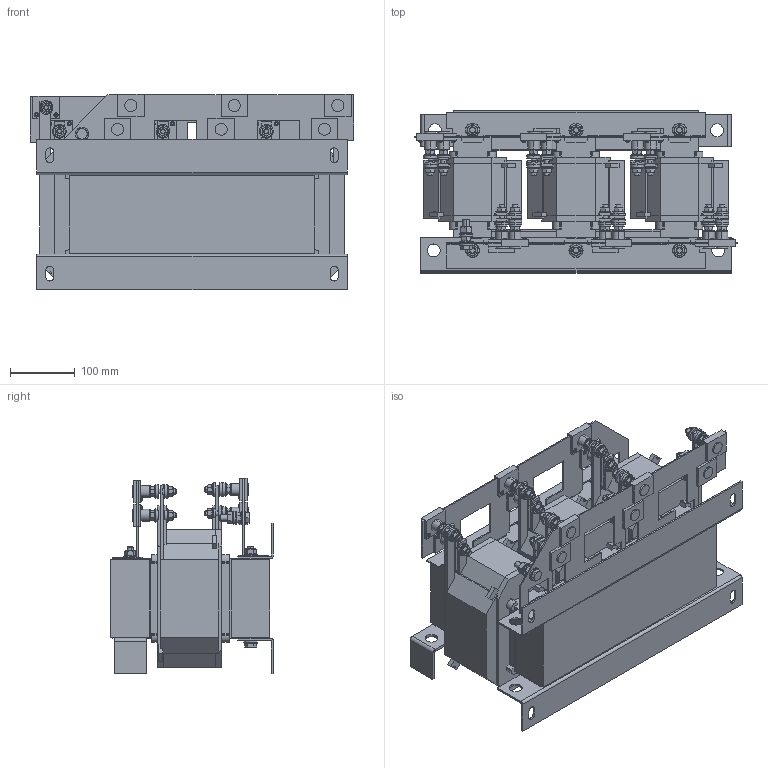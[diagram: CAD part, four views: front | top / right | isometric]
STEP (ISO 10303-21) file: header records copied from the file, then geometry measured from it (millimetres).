
FILE_DESCRIPTION (( 'STEP AP214' ), '1' );
FILE_NAME ('194202.STEP', '2020-05-29T00:44:51', ( '' ), ( '' ), 'SwSTEP 2.0', 'SolidWorks 2018', '' );
FILE_SCHEMA (( 'AUTOMOTIVE_DESIGN' ));
Length unit declared in the file: millimetre
Products named in the file (1): 194202
Bounding box: 500 x 251.05 x 302.3 mm (x, y, z)
Volume: 15449632.2 mm3; surface area: 1106528.7 mm2
Topology: 1 solids, 1 shells, 2476 faces, 6082 edges, 3760 vertices
Faces by surface type: plane 1358, cylinder 432, cone 388, bspline 258, torus 40
Entity records: 82040 total; most frequent: CARTESIAN_POINT 25491, ORIENTED_EDGE 12164, DIRECTION 11080, EDGE_CURVE 6082, AXIS2_PLACEMENT_3D 3883, VERTEX_POINT 3760, LINE 3314, VECTOR 3314
